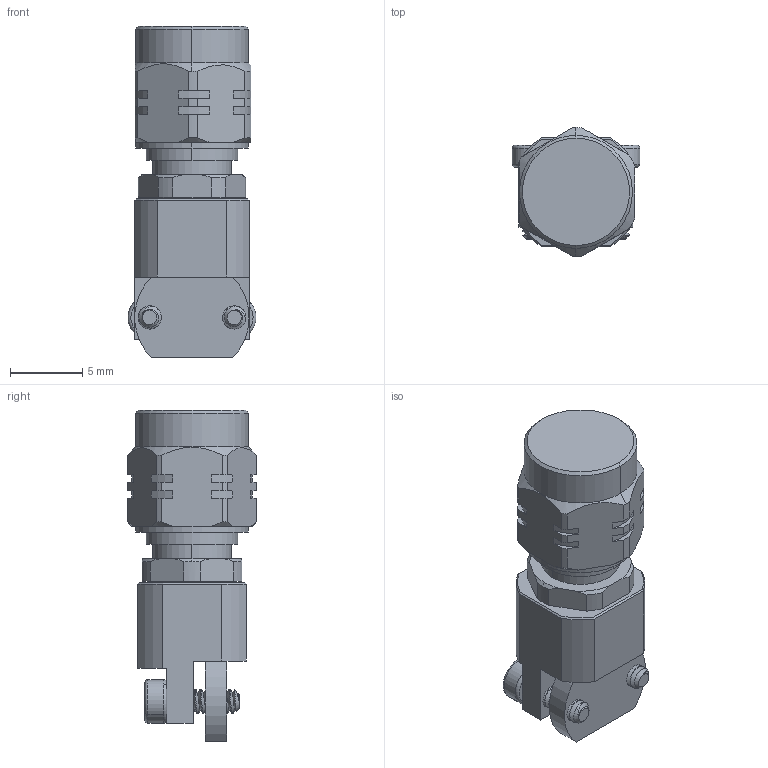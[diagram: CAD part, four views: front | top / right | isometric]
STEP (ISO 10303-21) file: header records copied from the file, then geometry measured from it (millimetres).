
FILE_DESCRIPTION (( 'STEP AP214' ), '1' );
FILE_NAME ('FMCN5374_3D.step', '2025-04-16T18:23:22', ( '' ), ( '' ), 'SwSTEP 2.0', 'SolidWorks 2022', '' );
FILE_SCHEMA (( 'AUTOMOTIVE_DESIGN' ));
Length unit declared in the file: inch
Products named in the file (6): NE01MS001; Bolt_M1.6-5mm_3; NE01MS001_1; NE01MS001_2; FMCN5374_3D; Bottom_3
Assembly tree (6 placements, depth 3):
  FMCN5374_3D
    NE01MS001
      NE01MS001_1
      NE01MS001_2
    Bolt_M1.6-5mm_3  x2
    Bottom_3
Bounding box: 8.84 x 8.9 x 22.86 mm (x, y, z)
Volume: 969.6 mm3; surface area: 1042.7 mm2
Topology: 5 solids, 5 shells, 279 faces, 724 edges, 470 vertices
Faces by surface type: cylinder 140, plane 95, cone 30, torus 8, bspline 6
Entity records: 8191 total; most frequent: CARTESIAN_POINT 2476, ORIENTED_EDGE 1172, DIRECTION 1148, EDGE_CURVE 586, AXIS2_PLACEMENT_3D 428, VERTEX_POINT 382, LINE 292, VECTOR 292
